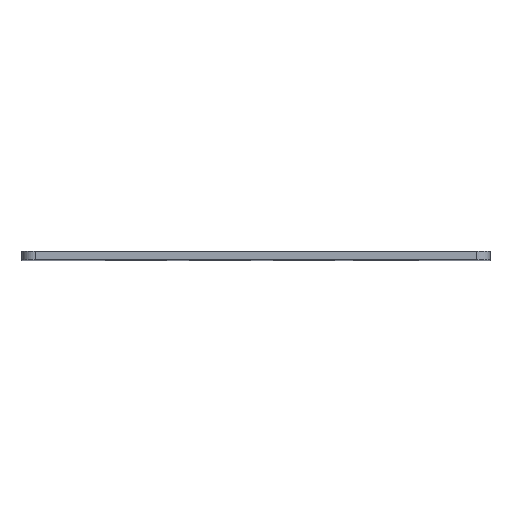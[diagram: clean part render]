
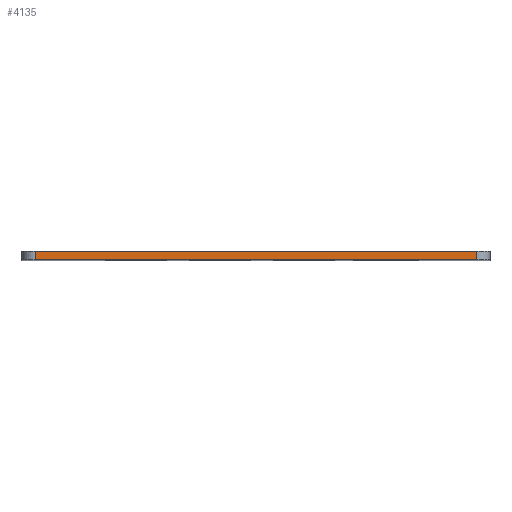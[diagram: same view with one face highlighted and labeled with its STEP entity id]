
A CAD part, top view. The second image highlights one B-rep face of the part: STEP entity #4135.
In plain terms, the highlighted planar face has unit normal (0, 0, 1).
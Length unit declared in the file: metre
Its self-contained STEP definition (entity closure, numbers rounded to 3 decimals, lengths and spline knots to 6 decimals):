
#207=ORIENTED_EDGE('',*,*,#1375,.F.);
#208=ORIENTED_EDGE('',*,*,#1376,.T.);
#209=ORIENTED_EDGE('',*,*,#1377,.T.);
#210=ORIENTED_EDGE('',*,*,#1378,.T.);
#1375=EDGE_CURVE('',#1945,#1946,#2375,.T.);
#1376=EDGE_CURVE('',#1945,#1947,#2376,.F.);
#1377=EDGE_CURVE('',#1947,#1948,#2377,.T.);
#1378=EDGE_CURVE('',#1948,#1946,#2378,.T.);
#1945=VERTEX_POINT('',#5851);
#1946=VERTEX_POINT('',#5852);
#1947=VERTEX_POINT('',#5854);
#1948=VERTEX_POINT('',#5856);
#2375=LINE('',#5850,#2955);
#2376=LINE('',#5853,#2956);
#2377=LINE('',#5855,#2957);
#2378=LINE('',#5857,#2958);
#2955=VECTOR('',#4758,1.);
#2956=VECTOR('',#4759,1.);
#2957=VECTOR('',#4760,1.);
#2958=VECTOR('',#4761,1.);
#3437=EDGE_LOOP('',(#207,#208,#209,#210));
#3689=FACE_BOUND('',#3437,.T.);
#3941=PLANE('',#4351);
#4135=ADVANCED_FACE('',(#3689),#3941,.T.);
#4351=AXIS2_PLACEMENT_3D('',#5849,#4756,#4757);
#4756=DIRECTION('',(0.,0.,1.));
#4757=DIRECTION('',(1.,0.,0.));
#4758=DIRECTION('',(1.,0.,0.));
#4759=DIRECTION('',(0.,1.,0.));
#4760=DIRECTION('',(1.,0.,0.));
#4761=DIRECTION('',(0.,1.,0.));
#5849=CARTESIAN_POINT('',(-0.001345,-0.002,0.083296));
#5850=CARTESIAN_POINT('',(-0.001345,0.,0.083296));
#5851=CARTESIAN_POINT('',(-0.051515,0.,0.083296));
#5852=CARTESIAN_POINT('',(0.048825,0.,0.083296));
#5853=CARTESIAN_POINT('',(-0.051515,-0.002,0.083296));
#5854=CARTESIAN_POINT('',(-0.051515,-0.002,0.083296));
#5855=CARTESIAN_POINT('',(-0.001345,-0.002,0.083296));
#5856=CARTESIAN_POINT('',(0.048825,-0.002,0.083296));
#5857=CARTESIAN_POINT('',(0.048825,-0.002,0.083296));
